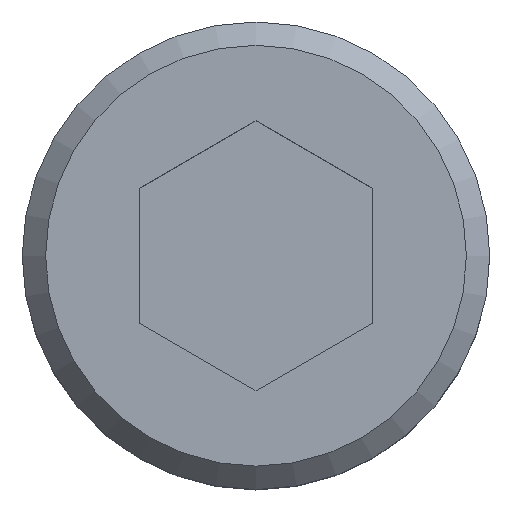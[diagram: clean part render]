
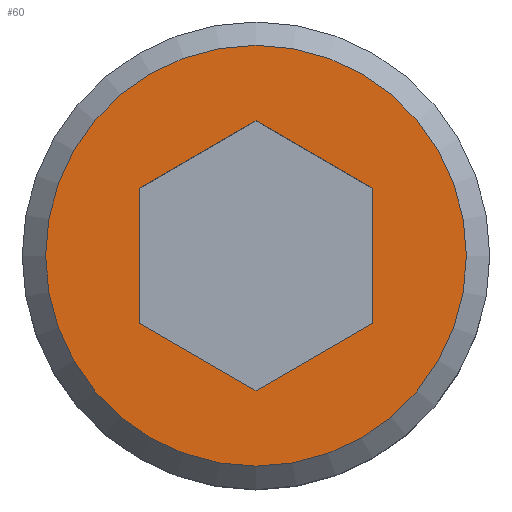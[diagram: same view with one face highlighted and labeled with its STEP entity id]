
A CAD part, top view. The second image highlights one B-rep face of the part: STEP entity #60.
In plain terms, the highlighted planar face has unit normal (0, 0, 1).
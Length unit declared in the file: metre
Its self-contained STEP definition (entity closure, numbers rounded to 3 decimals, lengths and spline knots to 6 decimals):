
#60 = ADVANCED_FACE( '', ( #125, #126 ), #127, .T. );
#125 = FACE_OUTER_BOUND( '', #1648, .T. );
#126 = FACE_BOUND( '', #1649, .T. );
#127 = PLANE( '', #1650 );
#1648 = EDGE_LOOP( '', ( #1727 ) );
#1649 = EDGE_LOOP( '', ( #1728, #1729, #1730, #1731, #1732, #1733 ) );
#1650 = AXIS2_PLACEMENT_3D( '', #1734, #1735, #1736 );
#1727 = ORIENTED_EDGE( '', *, *, #3867, .F. );
#1728 = ORIENTED_EDGE( '', *, *, #3886, .F. );
#1729 = ORIENTED_EDGE( '', *, *, #3887, .T. );
#1730 = ORIENTED_EDGE( '', *, *, #3888, .F. );
#1731 = ORIENTED_EDGE( '', *, *, #3889, .F. );
#1732 = ORIENTED_EDGE( '', *, *, #3890, .T. );
#1733 = ORIENTED_EDGE( '', *, *, #3861, .T. );
#1734 = CARTESIAN_POINT( '', ( 0., 0., 0. ) );
#1735 = DIRECTION( '', ( 0., 0., 1. ) );
#1736 = DIRECTION( '', ( 1., 0., 0. ) );
#3861 = EDGE_CURVE( '', #3912, #3913, #3914, .T. );
#3867 = EDGE_CURVE( '', #3923, #3923, #3924, .T. );
#3886 = EDGE_CURVE( '', #3952, #3913, #3953, .T. );
#3887 = EDGE_CURVE( '', #3952, #3954, #3955, .T. );
#3888 = EDGE_CURVE( '', #3956, #3954, #3957, .T. );
#3889 = EDGE_CURVE( '', #3958, #3956, #3959, .T. );
#3890 = EDGE_CURVE( '', #3958, #3912, #3960, .T. );
#3912 = VERTEX_POINT( '', #3986 );
#3913 = VERTEX_POINT( '', #3987 );
#3914 = LINE( '', #3988, #3989 );
#3923 = VERTEX_POINT( '', #4001 );
#3924 = CIRCLE( '', #4002, 0.0045 );
#3952 = VERTEX_POINT( '', #5518 );
#3953 = LINE( '', #5519, #5520 );
#3954 = VERTEX_POINT( '', #5521 );
#3955 = LINE( '', #5522, #5523 );
#3956 = VERTEX_POINT( '', #5524 );
#3957 = LINE( '', #5525, #5526 );
#3958 = VERTEX_POINT( '', #5527 );
#3959 = LINE( '', #5528, #5529 );
#3960 = LINE( '', #5530, #5531 );
#3986 = CARTESIAN_POINT( '', ( 0.0025, 0.001443, 0. ) );
#3987 = CARTESIAN_POINT( '', ( 0.0025, -0.001443, 0. ) );
#3988 = CARTESIAN_POINT( '', ( 0.0025, -0.000134, 0. ) );
#3989 = VECTOR( '', #5567, 1. );
#4001 = CARTESIAN_POINT( '', ( -0.0045, 0., 0. ) );
#4002 = AXIS2_PLACEMENT_3D( '', #5574, #5575, #5576 );
#5518 = CARTESIAN_POINT( '', ( 0., -0.002887, 0. ) );
#5519 = CARTESIAN_POINT( '', ( 0.001238, -0.002172, 0. ) );
#5520 = VECTOR( '', #5591, 1. );
#5521 = CARTESIAN_POINT( '', ( -0.0025, -0.001443, 0. ) );
#5522 = CARTESIAN_POINT( '', ( -0.001238, -0.002172, 0. ) );
#5523 = VECTOR( '', #5592, 1. );
#5524 = CARTESIAN_POINT( '', ( -0.0025, 0.001443, 0. ) );
#5525 = CARTESIAN_POINT( '', ( -0.0025, -0.000134, 0. ) );
#5526 = VECTOR( '', #5593, 1. );
#5527 = CARTESIAN_POINT( '', ( 0., 0.002887, 0. ) );
#5528 = CARTESIAN_POINT( '', ( -0.001302, 0.002135, 0. ) );
#5529 = VECTOR( '', #5594, 1. );
#5530 = CARTESIAN_POINT( '', ( 0.001302, 0.002135, 0. ) );
#5531 = VECTOR( '', #5595, 1. );
#5567 = DIRECTION( '', ( 0., -1., 0. ) );
#5574 = CARTESIAN_POINT( '', ( 0., 0., 0. ) );
#5575 = DIRECTION( '', ( 0., 0., -1. ) );
#5576 = DIRECTION( '', ( -1., 0., 0. ) );
#5591 = DIRECTION( '', ( 0.866, 0.5, 0. ) );
#5592 = DIRECTION( '', ( -0.866, 0.5, 0. ) );
#5593 = DIRECTION( '', ( 0., -1., 0. ) );
#5594 = DIRECTION( '', ( -0.866, -0.5, 0. ) );
#5595 = DIRECTION( '', ( 0.866, -0.5, 0. ) );
